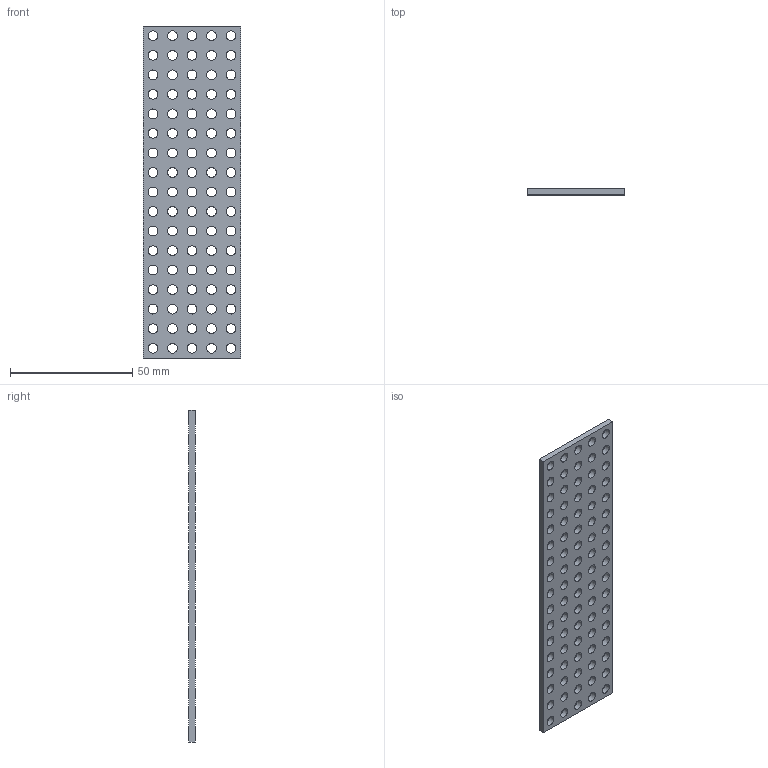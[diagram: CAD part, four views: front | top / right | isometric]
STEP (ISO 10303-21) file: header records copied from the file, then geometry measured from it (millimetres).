
FILE_DESCRIPTION( ( '' ), ' ' );
FILE_NAME( '5a2ac64272ac810ef6302d0e.step', '2017-12-08T17:05:07', ( '' ), ( '' ), ' ', ' ', ' ' );
FILE_SCHEMA( ( 'AUTOMOTIVE_DESIGN { 1 0 10303 214 1 1 1 1 }' ) );
Length unit declared in the file: metre
Products named in the file (1): 1116-0040-0136
Bounding box: 40 x 2.5 x 136 mm (x, y, z)
Volume: 10929.6 mm3; surface area: 12294.1 mm2
Topology: 1 solids, 1 shells, 91 faces, 267 edges, 178 vertices
Faces by surface type: cylinder 85, plane 6
Full cylindrical faces by diameter (mm): 4 x85
Entity records: 3790 total; most frequent: DIRECTION 536, CARTESIAN_POINT 452, ORIENTED_EDGE 364, EDGE_LOOP 346, AXIS2_PLACEMENT_3D 262, EDGE_CURVE 182, VERTEX_POINT 178, FACE_OUTER_BOUND 176
